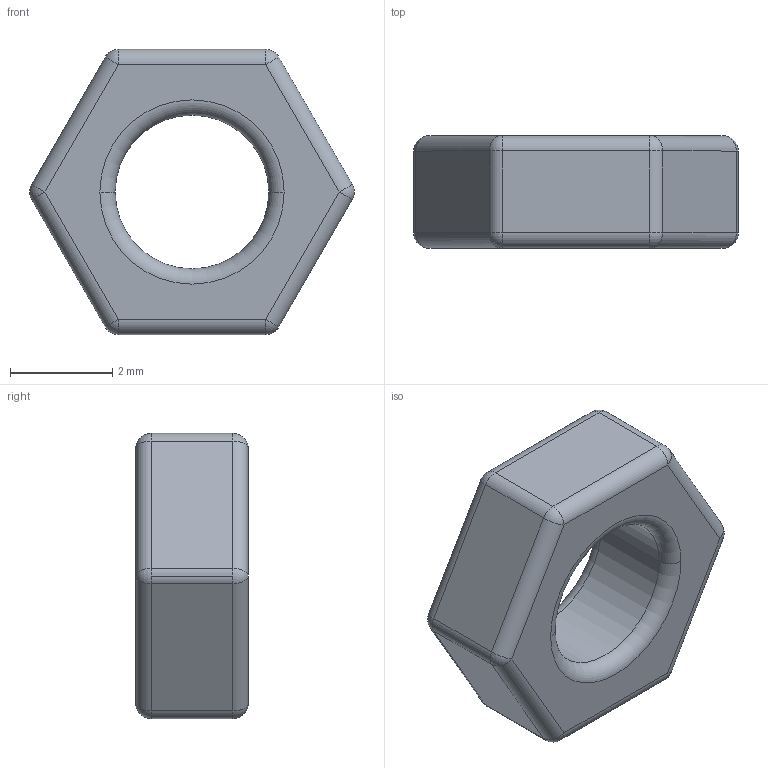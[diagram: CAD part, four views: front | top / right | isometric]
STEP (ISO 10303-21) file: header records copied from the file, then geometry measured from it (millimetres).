
FILE_DESCRIPTION (( 'STEP AP203' ), '1' );
FILE_NAME ('brake nut_box filter25032020.STEP', '2020-03-25T11:46:40', ( '' ), ( '' ), 'SwSTEP 2.0', 'SolidWorks 2014', '' );
FILE_SCHEMA (( 'CONFIG_CONTROL_DESIGN' ));
Length unit declared in the file: millimetre
Products named in the file (1): brake nut_box filter25032020
Bounding box: 6.35 x 2.2 x 5.58 mm (x, y, z)
Volume: 42.5 mm3; surface area: 95.1 mm2
Topology: 1 solids, 1 shells, 45 faces, 101 edges, 46 vertices
Faces by surface type: cylinder 21, sphere 12, plane 8, torus 4
Entity records: 1214 total; most frequent: DIRECTION 231, CARTESIAN_POINT 181, ORIENTED_EDGE 178, AXIS2_PLACEMENT_3D 96, EDGE_CURVE 89, CIRCLE 50, EDGE_LOOP 47, VERTEX_POINT 46
